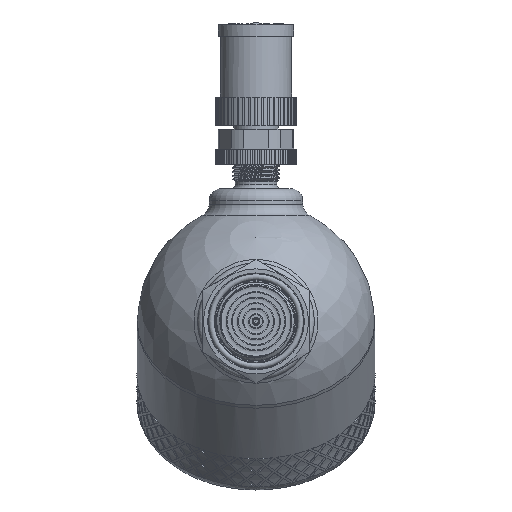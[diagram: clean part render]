
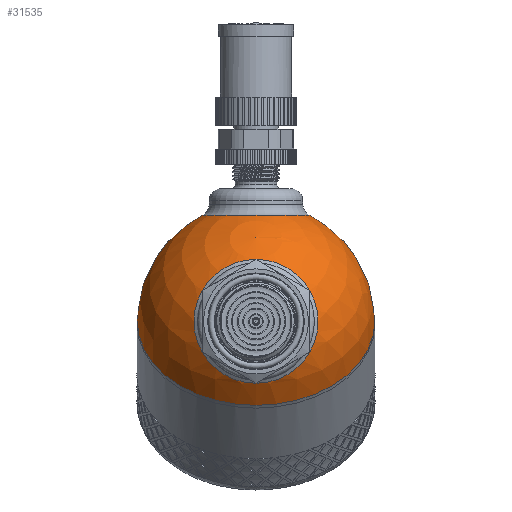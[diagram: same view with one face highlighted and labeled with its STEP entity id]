
A CAD part, left-side view. The second image highlights one B-rep face of the part: STEP entity #31535.
In plain terms, the highlighted spherical face has radius 30 mm.
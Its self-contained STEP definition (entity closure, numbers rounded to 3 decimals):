
#43=SPHERICAL_SURFACE('',#32895,30.);
#442=FACE_BOUND('',#10521,.T.);
#443=FACE_BOUND('',#10522,.T.);
#8385=FACE_OUTER_BOUND('',#10520,.T.);
#10520=EDGE_LOOP('',(#27260,#27261,#27262,#27263));
#10521=EDGE_LOOP('',(#27264));
#10522=EDGE_LOOP('',(#27265));
#11349=CIRCLE('',#32892,15.643);
#11352=CIRCLE('',#32896,30.);
#11353=CIRCLE('',#32897,30.);
#11354=CIRCLE('',#32898,30.);
#11355=CIRCLE('',#32899,13.5);
#14383=VERTEX_POINT('',#69007);
#14385=VERTEX_POINT('',#69013);
#14386=VERTEX_POINT('',#69014);
#14387=VERTEX_POINT('',#69016);
#14388=VERTEX_POINT('',#69019);
#18813=EDGE_CURVE('',#14383,#14383,#11349,.T.);
#18816=EDGE_CURVE('',#14385,#14386,#11352,.T.);
#18817=EDGE_CURVE('',#14385,#14387,#11353,.T.);
#18818=EDGE_CURVE('',#14386,#14385,#11354,.T.);
#18819=EDGE_CURVE('',#14388,#14388,#11355,.T.);
#27260=ORIENTED_EDGE('',*,*,#18816,.F.);
#27261=ORIENTED_EDGE('',*,*,#18817,.T.);
#27262=ORIENTED_EDGE('',*,*,#18817,.F.);
#27263=ORIENTED_EDGE('',*,*,#18818,.F.);
#27264=ORIENTED_EDGE('',*,*,#18813,.F.);
#27265=ORIENTED_EDGE('',*,*,#18819,.F.);
#31535=ADVANCED_FACE('',(#8385,#442,#443),#43,.T.);
#32892=AXIS2_PLACEMENT_3D('',#69008,#36286,#36287);
#32895=AXIS2_PLACEMENT_3D('',#69012,#36292,#36293);
#32896=AXIS2_PLACEMENT_3D('',#69015,#36294,#36295);
#32897=AXIS2_PLACEMENT_3D('',#69017,#36296,#36297);
#32898=AXIS2_PLACEMENT_3D('',#69018,#36298,#36299);
#32899=AXIS2_PLACEMENT_3D('',#69020,#36300,#36301);
#36286=DIRECTION('center_axis',(-0.707,0.,0.707));
#36287=DIRECTION('ref_axis',(0.707,0.,0.707));
#36292=DIRECTION('center_axis',(1.,0.,0.));
#36293=DIRECTION('ref_axis',(0.,-1.,0.));
#36294=DIRECTION('center_axis',(1.,0.,0.));
#36295=DIRECTION('ref_axis',(0.,1.,0.));
#36296=DIRECTION('center_axis',(0.,0.,1.));
#36297=DIRECTION('ref_axis',(0.,1.,0.));
#36298=DIRECTION('center_axis',(1.,0.,0.));
#36299=DIRECTION('ref_axis',(0.,1.,0.));
#36300=DIRECTION('center_axis',(-0.707,0.,-0.707));
#36301=DIRECTION('ref_axis',(-0.707,0.,0.707));
#69007=CARTESIAN_POINT('',(-29.162,0.,7.04));
#69008=CARTESIAN_POINT('Origin',(-18.101,0.,18.101));
#69012=CARTESIAN_POINT('Origin',(0.,0.,0.));
#69013=CARTESIAN_POINT('',(0.,30.,0.));
#69014=CARTESIAN_POINT('',(0.,-30.,0.));
#69015=CARTESIAN_POINT('Origin',(0.,0.,0.));
#69016=CARTESIAN_POINT('',(-30.,0.,0.));
#69017=CARTESIAN_POINT('Origin',(0.,0.,0.));
#69018=CARTESIAN_POINT('Origin',(0.,0.,0.));
#69019=CARTESIAN_POINT('',(-9.398,0.,-28.49));
#69020=CARTESIAN_POINT('Origin',(-18.944,0.,-18.944));
